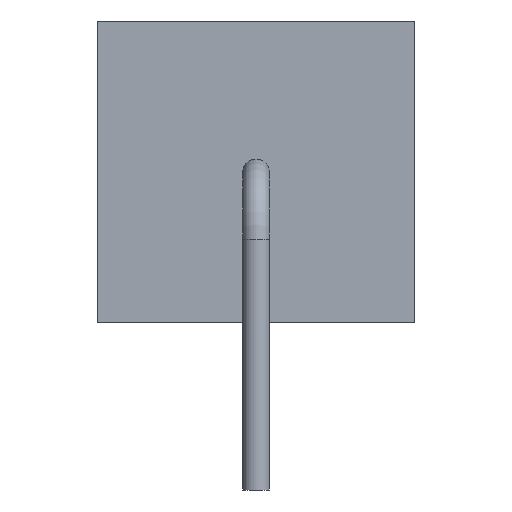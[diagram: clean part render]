
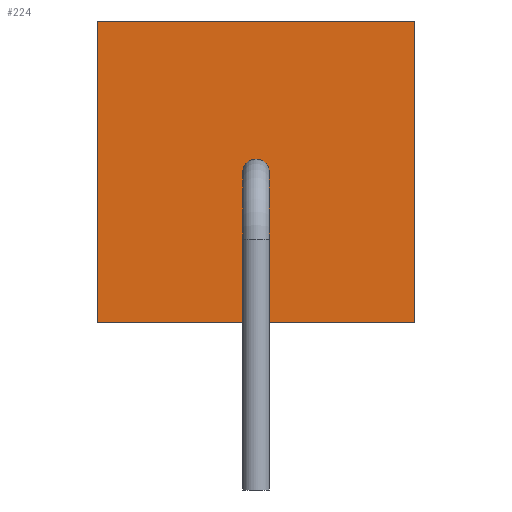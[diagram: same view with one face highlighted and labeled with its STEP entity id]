
A CAD part, left-side view. The second image highlights one B-rep face of the part: STEP entity #224.
In plain terms, the highlighted planar face has unit normal (-1, 0, 0).
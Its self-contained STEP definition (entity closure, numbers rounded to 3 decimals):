
#14=FACE_BOUND('',#50,.T.);
#19=PLANE('',#264);
#35=FACE_OUTER_BOUND('',#49,.T.);
#49=EDGE_LOOP('',(#180,#181,#182,#183));
#50=EDGE_LOOP('',(#184));
#61=LINE('',#379,#77);
#64=LINE('',#385,#80);
#65=LINE('',#387,#81);
#66=LINE('',#388,#82);
#77=VECTOR('',#318,10.);
#80=VECTOR('',#323,10.);
#81=VECTOR('',#324,10.);
#82=VECTOR('',#325,10.);
#93=CIRCLE('',#253,0.4);
#104=VERTEX_POINT('',#356);
#111=VERTEX_POINT('',#376);
#112=VERTEX_POINT('',#378);
#114=VERTEX_POINT('',#384);
#115=VERTEX_POINT('',#386);
#125=EDGE_CURVE('',#104,#104,#93,.T.);
#135=EDGE_CURVE('',#111,#112,#61,.T.);
#138=EDGE_CURVE('',#114,#111,#64,.T.);
#139=EDGE_CURVE('',#115,#114,#65,.T.);
#140=EDGE_CURVE('',#112,#115,#66,.T.);
#180=ORIENTED_EDGE('',*,*,#138,.F.);
#181=ORIENTED_EDGE('',*,*,#139,.F.);
#182=ORIENTED_EDGE('',*,*,#140,.F.);
#183=ORIENTED_EDGE('',*,*,#135,.F.);
#184=ORIENTED_EDGE('',*,*,#125,.T.);
#224=ADVANCED_FACE('',(#35,#14),#19,.T.);
#253=AXIS2_PLACEMENT_3D('',#357,#293,#294);
#264=AXIS2_PLACEMENT_3D('',#383,#321,#322);
#293=DIRECTION('center_axis',(1.,0.,0.));
#294=DIRECTION('ref_axis',(0.,0.,-1.));
#318=DIRECTION('',(0.,0.,-1.));
#321=DIRECTION('center_axis',(-1.,0.,0.));
#322=DIRECTION('ref_axis',(0.,0.,1.));
#323=DIRECTION('',(0.,-1.,0.));
#324=DIRECTION('',(0.,0.,1.));
#325=DIRECTION('',(0.,1.,0.));
#356=CARTESIAN_POINT('',(-11.,0.,4.9));
#357=CARTESIAN_POINT('Origin',(-11.,0.,4.5));
#376=CARTESIAN_POINT('',(-11.,-4.75,9.));
#378=CARTESIAN_POINT('',(-11.,-4.75,0.));
#379=CARTESIAN_POINT('',(-11.,-4.75,9.));
#383=CARTESIAN_POINT('Origin',(-11.,0.,0.));
#384=CARTESIAN_POINT('',(-11.,4.75,9.));
#385=CARTESIAN_POINT('',(-11.,0.,9.));
#386=CARTESIAN_POINT('',(-11.,4.75,0.));
#387=CARTESIAN_POINT('',(-11.,4.75,9.));
#388=CARTESIAN_POINT('',(-11.,0.,0.));
